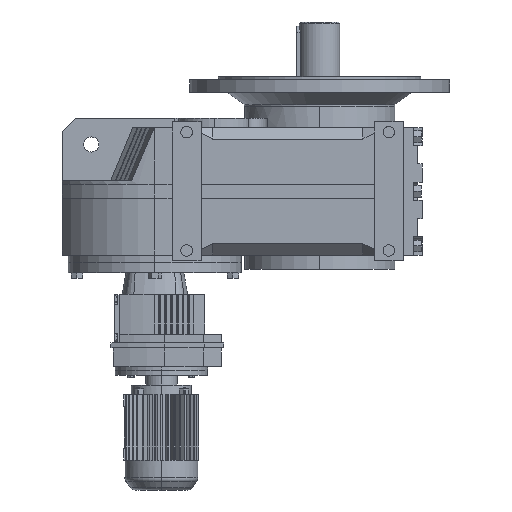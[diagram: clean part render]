
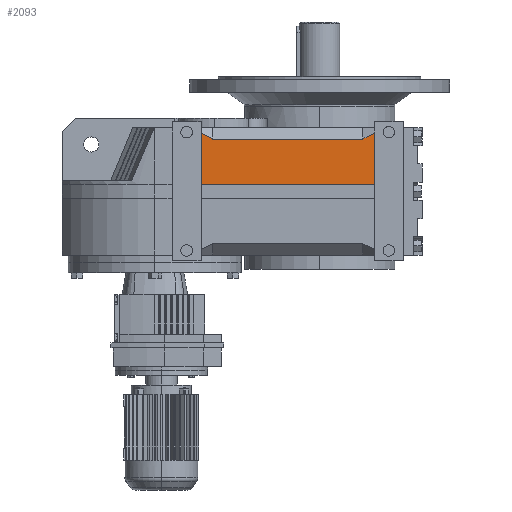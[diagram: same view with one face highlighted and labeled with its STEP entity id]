
A CAD part, left-side view. The second image highlights one B-rep face of the part: STEP entity #2093.
In plain terms, the highlighted planar face has unit normal (-1, 0, 0).
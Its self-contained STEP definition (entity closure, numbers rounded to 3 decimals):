
#153 = PLANE('',#154);
#154 = AXIS2_PLACEMENT_3D('',#155,#156,#157);
#155 = CARTESIAN_POINT('',(-162.4,-80.,3.));
#156 = DIRECTION('',(0.,-1.,0.));
#157 = DIRECTION('',(0.,0.,-1.));
#259 = PLANE('',#260);
#260 = AXIS2_PLACEMENT_3D('',#261,#262,#263);
#261 = CARTESIAN_POINT('',(-162.4,-380.,3.));
#262 = DIRECTION('',(0.,1.,0.));
#263 = DIRECTION('',(0.,0.,1.));
#403 = VERTEX_POINT('',#404);
#404 = CARTESIAN_POINT('',(-190.4,-80.,135.));
#418 = PLANE('',#419);
#419 = AXIS2_PLACEMENT_3D('',#420,#421,#422);
#420 = CARTESIAN_POINT('',(-14.299,1.,135.));
#421 = DIRECTION('',(0.,0.,-1.));
#422 = DIRECTION('',(-1.,0.,0.));
#430 = EDGE_CURVE('',#431,#403,#433,.T.);
#431 = VERTEX_POINT('',#432);
#432 = CARTESIAN_POINT('',(-190.4,-80.,223.695));
#433 = SURFACE_CURVE('',#434,(#438,#445),.PCURVE_S1.);
#434 = LINE('',#435,#436);
#435 = CARTESIAN_POINT('',(-190.4,-80.,233.4));
#436 = VECTOR('',#437,1.);
#437 = DIRECTION('',(0.,0.,-1.));
#438 = PCURVE('',#153,#439);
#439 = DEFINITIONAL_REPRESENTATION('',(#440),#444);
#440 = LINE('',#441,#442);
#441 = CARTESIAN_POINT('',(-230.4,-28.));
#442 = VECTOR('',#443,1.);
#443 = DIRECTION('',(1.,0.));
#444 = ( GEOMETRIC_REPRESENTATION_CONTEXT(2) 
PARAMETRIC_REPRESENTATION_CONTEXT() REPRESENTATION_CONTEXT('2D SPACE',''
  ) );
#445 = PCURVE('',#446,#451);
#446 = PLANE('',#447);
#447 = AXIS2_PLACEMENT_3D('',#448,#449,#450);
#448 = CARTESIAN_POINT('',(-190.4,-463.,233.4));
#449 = DIRECTION('',(1.,0.,0.));
#450 = DIRECTION('',(0.,0.,-1.));
#451 = DEFINITIONAL_REPRESENTATION('',(#452),#456);
#452 = LINE('',#453,#454);
#453 = CARTESIAN_POINT('',(0.,383.));
#454 = VECTOR('',#455,1.);
#455 = DIRECTION('',(1.,0.));
#456 = ( GEOMETRIC_REPRESENTATION_CONTEXT(2) 
PARAMETRIC_REPRESENTATION_CONTEXT() REPRESENTATION_CONTEXT('2D SPACE',''
  ) );
#474 = PLANE('',#475);
#475 = AXIS2_PLACEMENT_3D('',#476,#477,#478);
#476 = CARTESIAN_POINT('',(-286.747,-80.,127.347));
#477 = DIRECTION('',(-0.664,-0.342,0.664));
#478 = DIRECTION('',(0.707,0.,0.707)
  );
#1764 = VERTEX_POINT('',#1765);
#1765 = CARTESIAN_POINT('',(-190.4,-380.,223.695));
#1779 = PLANE('',#1780);
#1780 = AXIS2_PLACEMENT_3D('',#1781,#1782,#1783);
#1781 = CARTESIAN_POINT('',(-286.747,-380.,127.347));
#1782 = DIRECTION('',(-0.664,0.342,0.664));
#1783 = DIRECTION('',(0.707,0.,0.707)
  );
#1791 = EDGE_CURVE('',#1792,#1764,#1794,.T.);
#1792 = VERTEX_POINT('',#1793);
#1793 = CARTESIAN_POINT('',(-190.4,-380.,135.));
#1794 = SURFACE_CURVE('',#1795,(#1799,#1806),.PCURVE_S1.);
#1795 = LINE('',#1796,#1797);
#1796 = CARTESIAN_POINT('',(-190.4,-380.,233.4));
#1797 = VECTOR('',#1798,1.);
#1798 = DIRECTION('',(0.,0.,1.));
#1799 = PCURVE('',#259,#1800);
#1800 = DEFINITIONAL_REPRESENTATION('',(#1801),#1805);
#1801 = LINE('',#1802,#1803);
#1802 = CARTESIAN_POINT('',(230.4,-28.));
#1803 = VECTOR('',#1804,1.);
#1804 = DIRECTION('',(1.,0.));
#1805 = ( GEOMETRIC_REPRESENTATION_CONTEXT(2) 
PARAMETRIC_REPRESENTATION_CONTEXT() REPRESENTATION_CONTEXT('2D SPACE',''
  ) );
#1806 = PCURVE('',#446,#1807);
#1807 = DEFINITIONAL_REPRESENTATION('',(#1808),#1812);
#1808 = LINE('',#1809,#1810);
#1809 = CARTESIAN_POINT('',(0.,83.));
#1810 = VECTOR('',#1811,1.);
#1811 = DIRECTION('',(-1.,0.));
#1812 = ( GEOMETRIC_REPRESENTATION_CONTEXT(2) 
PARAMETRIC_REPRESENTATION_CONTEXT() REPRESENTATION_CONTEXT('2D SPACE',''
  ) );
#2093 = ADVANCED_FACE('',(#2094),#446,.F.);
#2094 = FACE_BOUND('',#2095,.T.);
#2095 = EDGE_LOOP('',(#2096,#2097,#2120,#2148,#2169,#2170));
#2096 = ORIENTED_EDGE('',*,*,#1791,.T.);
#2097 = ORIENTED_EDGE('',*,*,#2098,.T.);
#2098 = EDGE_CURVE('',#1764,#2099,#2101,.T.);
#2099 = VERTEX_POINT('',#2100);
#2100 = CARTESIAN_POINT('',(-190.4,-360.,213.4));
#2101 = SURFACE_CURVE('',#2102,(#2106,#2113),.PCURVE_S1.);
#2102 = LINE('',#2103,#2104);
#2103 = CARTESIAN_POINT('',(-190.4,-449.565,259.502));
#2104 = VECTOR('',#2105,1.);
#2105 = DIRECTION('',(0.,0.889,-0.458));
#2106 = PCURVE('',#446,#2107);
#2107 = DEFINITIONAL_REPRESENTATION('',(#2108),#2112);
#2108 = LINE('',#2109,#2110);
#2109 = CARTESIAN_POINT('',(-26.102,13.435));
#2110 = VECTOR('',#2111,1.);
#2111 = DIRECTION('',(0.458,0.889));
#2112 = ( GEOMETRIC_REPRESENTATION_CONTEXT(2) 
PARAMETRIC_REPRESENTATION_CONTEXT() REPRESENTATION_CONTEXT('2D SPACE',''
  ) );
#2113 = PCURVE('',#1779,#2114);
#2114 = DEFINITIONAL_REPRESENTATION('',(#2115),#2119);
#2115 = LINE('',#2116,#2117);
#2116 = CARTESIAN_POINT('',(161.575,-74.029));
#2117 = VECTOR('',#2118,1.);
#2118 = DIRECTION('',(-0.324,0.946));
#2119 = ( GEOMETRIC_REPRESENTATION_CONTEXT(2) 
PARAMETRIC_REPRESENTATION_CONTEXT() REPRESENTATION_CONTEXT('2D SPACE',''
  ) );
#2120 = ORIENTED_EDGE('',*,*,#2121,.T.);
#2121 = EDGE_CURVE('',#2099,#2122,#2124,.T.);
#2122 = VERTEX_POINT('',#2123);
#2123 = CARTESIAN_POINT('',(-190.4,-100.,213.4));
#2124 = SURFACE_CURVE('',#2125,(#2129,#2136),.PCURVE_S1.);
#2125 = LINE('',#2126,#2127);
#2126 = CARTESIAN_POINT('',(-190.4,-80.,213.4));
#2127 = VECTOR('',#2128,1.);
#2128 = DIRECTION('',(0.,1.,0.));
#2129 = PCURVE('',#446,#2130);
#2130 = DEFINITIONAL_REPRESENTATION('',(#2131),#2135);
#2131 = LINE('',#2132,#2133);
#2132 = CARTESIAN_POINT('',(20.,383.));
#2133 = VECTOR('',#2134,1.);
#2134 = DIRECTION('',(0.,1.));
#2135 = ( GEOMETRIC_REPRESENTATION_CONTEXT(2) 
PARAMETRIC_REPRESENTATION_CONTEXT() REPRESENTATION_CONTEXT('2D SPACE',''
  ) );
#2136 = PCURVE('',#2137,#2142);
#2137 = PLANE('',#2138);
#2138 = AXIS2_PLACEMENT_3D('',#2139,#2140,#2141);
#2139 = CARTESIAN_POINT('',(-170.4,1.,233.4));
#2140 = DIRECTION('',(-0.707,0.,0.707));
#2141 = DIRECTION('',(0.707,0.,0.707));
#2142 = DEFINITIONAL_REPRESENTATION('',(#2143),#2147);
#2143 = LINE('',#2144,#2145);
#2144 = CARTESIAN_POINT('',(-28.284,-81.));
#2145 = VECTOR('',#2146,1.);
#2146 = DIRECTION('',(0.,1.));
#2147 = ( GEOMETRIC_REPRESENTATION_CONTEXT(2) 
PARAMETRIC_REPRESENTATION_CONTEXT() REPRESENTATION_CONTEXT('2D SPACE',''
  ) );
#2148 = ORIENTED_EDGE('',*,*,#2149,.T.);
#2149 = EDGE_CURVE('',#2122,#431,#2150,.T.);
#2150 = SURFACE_CURVE('',#2151,(#2155,#2162),.PCURVE_S1.);
#2151 = LINE('',#2152,#2153);
#2152 = CARTESIAN_POINT('',(-190.4,-378.83,69.877));
#2153 = VECTOR('',#2154,1.);
#2154 = DIRECTION('',(0.,0.889,0.458));
#2155 = PCURVE('',#446,#2156);
#2156 = DEFINITIONAL_REPRESENTATION('',(#2157),#2161);
#2157 = LINE('',#2158,#2159);
#2158 = CARTESIAN_POINT('',(163.523,84.17));
#2159 = VECTOR('',#2160,1.);
#2160 = DIRECTION('',(-0.458,0.889));
#2161 = ( GEOMETRIC_REPRESENTATION_CONTEXT(2) 
PARAMETRIC_REPRESENTATION_CONTEXT() REPRESENTATION_CONTEXT('2D SPACE',''
  ) );
#2162 = PCURVE('',#474,#2163);
#2163 = DEFINITIONAL_REPRESENTATION('',(#2164),#2168);
#2164 = LINE('',#2165,#2166);
#2165 = CARTESIAN_POINT('',(27.491,-318.008));
#2166 = VECTOR('',#2167,1.);
#2167 = DIRECTION('',(0.324,0.946));
#2168 = ( GEOMETRIC_REPRESENTATION_CONTEXT(2) 
PARAMETRIC_REPRESENTATION_CONTEXT() REPRESENTATION_CONTEXT('2D SPACE',''
  ) );
#2169 = ORIENTED_EDGE('',*,*,#430,.T.);
#2170 = ORIENTED_EDGE('',*,*,#2171,.F.);
#2171 = EDGE_CURVE('',#1792,#403,#2172,.T.);
#2172 = SURFACE_CURVE('',#2173,(#2177,#2184),.PCURVE_S1.);
#2173 = LINE('',#2174,#2175);
#2174 = CARTESIAN_POINT('',(-190.4,-463.,135.));
#2175 = VECTOR('',#2176,1.);
#2176 = DIRECTION('',(0.,1.,0.));
#2177 = PCURVE('',#446,#2178);
#2178 = DEFINITIONAL_REPRESENTATION('',(#2179),#2183);
#2179 = LINE('',#2180,#2181);
#2180 = CARTESIAN_POINT('',(98.4,0.));
#2181 = VECTOR('',#2182,1.);
#2182 = DIRECTION('',(0.,1.));
#2183 = ( GEOMETRIC_REPRESENTATION_CONTEXT(2) 
PARAMETRIC_REPRESENTATION_CONTEXT() REPRESENTATION_CONTEXT('2D SPACE',''
  ) );
#2184 = PCURVE('',#418,#2185);
#2185 = DEFINITIONAL_REPRESENTATION('',(#2186),#2190);
#2186 = LINE('',#2187,#2188);
#2187 = CARTESIAN_POINT('',(176.101,-464.));
#2188 = VECTOR('',#2189,1.);
#2189 = DIRECTION('',(0.,1.));
#2190 = ( GEOMETRIC_REPRESENTATION_CONTEXT(2) 
PARAMETRIC_REPRESENTATION_CONTEXT() REPRESENTATION_CONTEXT('2D SPACE',''
  ) );
